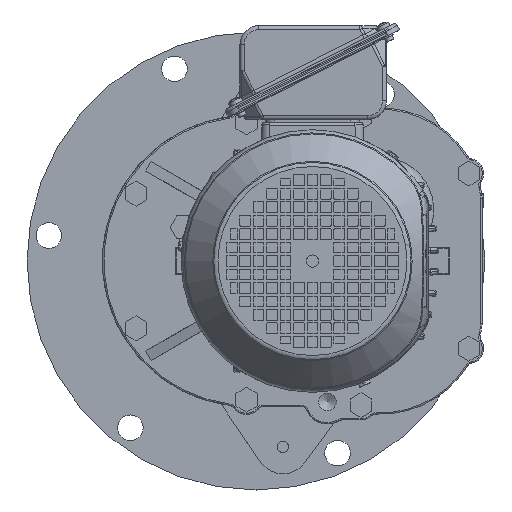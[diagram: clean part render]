
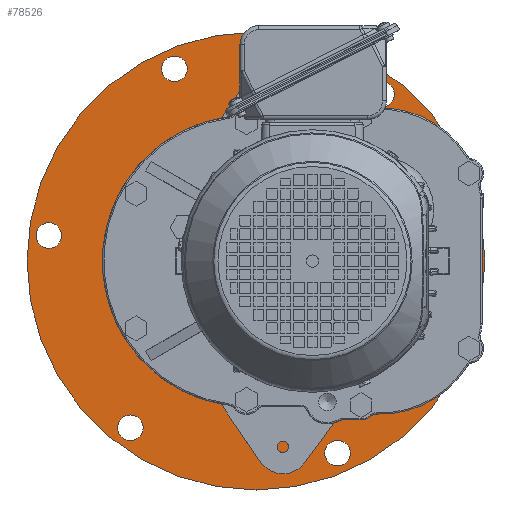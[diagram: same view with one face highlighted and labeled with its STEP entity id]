
A CAD part, left-side view. The second image highlights one B-rep face of the part: STEP entity #78526.
In plain terms, the highlighted planar face has unit normal (-1, 0, 0).
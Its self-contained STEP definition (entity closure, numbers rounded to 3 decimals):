
#1053 = CARTESIAN_POINT ( 'NONE',  ( 6.827, 44.95, 0. ) ) ;
#1271 = LINE ( 'NONE', #20552, #64979 ) ;
#1989 = FACE_BOUND ( 'NONE', #32324, .T. ) ;
#4384 = CARTESIAN_POINT ( 'NONE',  ( 6.827, -56.559, 119.039 ) ) ;
#7248 = CARTESIAN_POINT ( 'NONE',  ( 6.827, 146.459, -119.039 ) ) ;
#9217 = AXIS2_PLACEMENT_3D ( 'NONE', #68175, #67023, #103873 ) ;
#9582 = CARTESIAN_POINT ( 'NONE',  ( 6.827, 44.95, 0. ) ) ;
#9732 = CIRCLE ( 'NONE', #93925, 9.5 ) ;
#11219 = ORIENTED_EDGE ( 'NONE', *, *, #33429, .F. ) ;
#11365 = CARTESIAN_POINT ( 'NONE',  ( 6.827, 44.95, 0. ) ) ;
#12784 = DIRECTION ( 'NONE',  ( 0., 0.866, -0.5 ) ) ;
#14417 = ORIENTED_EDGE ( 'NONE', *, *, #112171, .F. ) ;
#14884 = DIRECTION ( 'NONE',  ( 0., -0.866, -0.5 ) ) ;
#15382 = EDGE_LOOP ( 'NONE', ( #11219, #85936, #43591, #48183, #21937, #45645 ) ) ;
#17311 = VERTEX_POINT ( 'NONE', #4384 ) ;
#17315 = EDGE_LOOP ( 'NONE', ( #47235 ) ) ;
#17570 = AXIS2_PLACEMENT_3D ( 'NONE', #82948, #68662, #103785 ) ;
#18073 = VERTEX_POINT ( 'NONE', #88087 ) ;
#18705 = VECTOR ( 'NONE', #21927, 1000. ) ;
#18726 = VERTEX_POINT ( 'NONE', #66056 ) ;
#20191 = AXIS2_PLACEMENT_3D ( 'NONE', #32444, #103288, #41796 ) ;
#20552 = CARTESIAN_POINT ( 'NONE',  ( 6.827, 44.95, -101.823 ) ) ;
#21927 = DIRECTION ( 'NONE',  ( 0., -1., 0. ) ) ;
#21937 = ORIENTED_EDGE ( 'NONE', *, *, #59172, .T. ) ;
#22171 = EDGE_CURVE ( 'NONE', #88166, #88166, #75918, .T. ) ;
#25188 = CARTESIAN_POINT ( 'NONE',  ( 6.827, 50.95, 0. ) ) ;
#25355 = AXIS2_PLACEMENT_3D ( 'NONE', #25188, #60342, #34548 ) ;
#28887 = EDGE_CURVE ( 'NONE', #72461, #18073, #44148, .T. ) ;
#28931 = VERTEX_POINT ( 'NONE', #49410 ) ;
#29423 = DIRECTION ( 'NONE',  ( 1., 0., 0. ) ) ;
#29436 = CARTESIAN_POINT ( 'NONE',  ( 6.827, 35.426, -101.823 ) ) ;
#29460 = FACE_BOUND ( 'NONE', #82869, .T. ) ;
#30513 = AXIS2_PLACEMENT_3D ( 'NONE', #37888, #111584, #92353 ) ;
#32324 = EDGE_LOOP ( 'NONE', ( #48951 ) ) ;
#32436 = CARTESIAN_POINT ( 'NONE',  ( 6.827, -48.331, 123.789 ) ) ;
#32444 = CARTESIAN_POINT ( 'NONE',  ( 6.827, -108.895, -18.89 ) ) ;
#33429 = EDGE_CURVE ( 'NONE', #53490, #60458, #1271, .T. ) ;
#34548 = DIRECTION ( 'NONE',  ( 0., 0., 1. ) ) ;
#36163 = DIRECTION ( 'NONE',  ( 1., 0., 0. ) ) ;
#37677 = FACE_BOUND ( 'NONE', #43835, .T. ) ;
#37888 = CARTESIAN_POINT ( 'NONE',  ( 6.827, 198.795, 18.89 ) ) ;
#37965 = DIRECTION ( 'NONE',  ( -1., 0., 0. ) ) ;
#38945 = EDGE_LOOP ( 'NONE', ( #66725 ) ) ;
#39202 = DIRECTION ( 'NONE',  ( 0., -0.866, 0.5 ) ) ;
#39488 = CARTESIAN_POINT ( 'NONE',  ( 6.827, -47.269, 103. ) ) ;
#40325 = CIRCLE ( 'NONE', #25355, 103. ) ;
#41231 = CARTESIAN_POINT ( 'NONE',  ( 6.827, -37.242, -101.823 ) ) ;
#41784 = EDGE_CURVE ( 'NONE', #102368, #72461, #92245, .T. ) ;
#41796 = DIRECTION ( 'NONE',  ( 0., 0., 1. ) ) ;
#41867 = CIRCLE ( 'NONE', #17570, 9.5 ) ;
#43591 = ORIENTED_EDGE ( 'NONE', *, *, #41784, .T. ) ;
#43835 = EDGE_LOOP ( 'NONE', ( #64784 ) ) ;
#44148 = CIRCLE ( 'NONE', #62800, 138.507 ) ;
#45645 = ORIENTED_EDGE ( 'NONE', *, *, #73998, .T. ) ;
#45876 = DIRECTION ( 'NONE',  ( 0., 0., 1. ) ) ;
#47034 = FACE_BOUND ( 'NONE', #62391, .T. ) ;
#47235 = ORIENTED_EDGE ( 'NONE', *, *, #22171, .F. ) ;
#48183 = ORIENTED_EDGE ( 'NONE', *, *, #28887, .T. ) ;
#48383 = CIRCLE ( 'NONE', #9217, 9.5 ) ;
#48951 = ORIENTED_EDGE ( 'NONE', *, *, #82230, .F. ) ;
#48973 = LINE ( 'NONE', #83585, #51813 ) ;
#49410 = CARTESIAN_POINT ( 'NONE',  ( 6.827, 97.286, 147.428 ) ) ;
#51813 = VECTOR ( 'NONE', #103402, 1000. ) ;
#52059 = ORIENTED_EDGE ( 'NONE', *, *, #52103, .F. ) ;
#52103 = EDGE_CURVE ( 'NONE', #17311, #17311, #9732, .T. ) ;
#52411 = CARTESIAN_POINT ( 'NONE',  ( 6.827, -7.386, -147.428 ) ) ;
#53490 = VERTEX_POINT ( 'NONE', #29436 ) ;
#56394 = FACE_BOUND ( 'NONE', #15382, .T. ) ;
#58767 = VERTEX_POINT ( 'NONE', #103267 ) ;
#59172 = EDGE_CURVE ( 'NONE', #18073, #18726, #70689, .T. ) ;
#60342 = DIRECTION ( 'NONE',  ( 1., 0., 0. ) ) ;
#60458 = VERTEX_POINT ( 'NONE', #41231 ) ;
#62391 = EDGE_LOOP ( 'NONE', ( #94063 ) ) ;
#62800 = AXIS2_PLACEMENT_3D ( 'NONE', #9582, #29423, #81020 ) ;
#63042 = CIRCLE ( 'NONE', #79852, 9.5 ) ;
#63091 = DIRECTION ( 'NONE',  ( 0., 0., -1. ) ) ;
#64784 = ORIENTED_EDGE ( 'NONE', *, *, #68271, .F. ) ;
#64979 = VECTOR ( 'NONE', #100181, 1000. ) ;
#65193 = PLANE ( 'NONE',  #72888 ) ;
#66056 = CARTESIAN_POINT ( 'NONE',  ( 6.827, -91.944, -17.59 ) ) ;
#66725 = ORIENTED_EDGE ( 'NONE', *, *, #73075, .F. ) ;
#67023 = DIRECTION ( 'NONE',  ( -1., 0., 0. ) ) ;
#68075 = AXIS2_PLACEMENT_3D ( 'NONE', #1053, #36163, #63091 ) ;
#68175 = CARTESIAN_POINT ( 'NONE',  ( 6.827, -108.895, -18.89 ) ) ;
#68271 = EDGE_CURVE ( 'NONE', #93363, #93363, #82862, .T. ) ;
#68396 = AXIS2_PLACEMENT_3D ( 'NONE', #84234, #37965, #12784 ) ;
#68662 = DIRECTION ( 'NONE',  ( -1., 0., 0. ) ) ;
#70689 = CIRCLE ( 'NONE', #20191, 17. ) ;
#72461 = VERTEX_POINT ( 'NONE', #84755 ) ;
#72888 = AXIS2_PLACEMENT_3D ( 'NONE', #11365, #92161, #45876 ) ;
#73075 = EDGE_CURVE ( 'NONE', #28931, #28931, #63042, .T. ) ;
#73998 = EDGE_CURVE ( 'NONE', #18726, #60458, #48973, .T. ) ;
#74934 = CARTESIAN_POINT ( 'NONE',  ( 6.827, 105.513, 142.678 ) ) ;
#75636 = VERTEX_POINT ( 'NONE', #76206 ) ;
#75918 = CIRCLE ( 'NONE', #68396, 9.5 ) ;
#76206 = CARTESIAN_POINT ( 'NONE',  ( 6.827, 44.95, -170. ) ) ;
#77479 = EDGE_CURVE ( 'NONE', #58767, #58767, #48383, .T. ) ;
#77526 = VERTEX_POINT ( 'NONE', #7248 ) ;
#78526 = ADVANCED_FACE ( 'NONE', ( #1989, #108506, #47034, #29460, #100322, #37677, #56394, #109097 ), #65193, .T. ) ;
#79852 = AXIS2_PLACEMENT_3D ( 'NONE', #74934, #84909, #39202 ) ;
#81020 = DIRECTION ( 'NONE',  ( 0., 0., 1. ) ) ;
#82230 = EDGE_CURVE ( 'NONE', #77526, #77526, #41867, .T. ) ;
#82862 = CIRCLE ( 'NONE', #30513, 9.5 ) ;
#82869 = EDGE_LOOP ( 'NONE', ( #52059 ) ) ;
#82870 = CARTESIAN_POINT ( 'NONE',  ( 6.827, 198.795, 28.39 ) ) ;
#82948 = CARTESIAN_POINT ( 'NONE',  ( 6.827, 138.231, -123.789 ) ) ;
#83061 = CIRCLE ( 'NONE', #68075, 170. ) ;
#83585 = CARTESIAN_POINT ( 'NONE',  ( 6.827, -59.372, -67.747 ) ) ;
#84109 = EDGE_LOOP ( 'NONE', ( #14417 ) ) ;
#84234 = CARTESIAN_POINT ( 'NONE',  ( 6.827, -15.613, -142.678 ) ) ;
#84755 = CARTESIAN_POINT ( 'NONE',  ( 6.827, -47.653, 103. ) ) ;
#84909 = DIRECTION ( 'NONE',  ( -1., 0., 0. ) ) ;
#85936 = ORIENTED_EDGE ( 'NONE', *, *, #86058, .T. ) ;
#86058 = EDGE_CURVE ( 'NONE', #53490, #102368, #40325, .T. ) ;
#88087 = CARTESIAN_POINT ( 'NONE',  ( 6.827, -92.945, -13.006 ) ) ;
#88166 = VERTEX_POINT ( 'NONE', #52411 ) ;
#92161 = DIRECTION ( 'NONE',  ( -1., 0., 0. ) ) ;
#92245 = LINE ( 'NONE', #39488, #18705 ) ;
#92353 = DIRECTION ( 'NONE',  ( 0., 0., 1. ) ) ;
#93363 = VERTEX_POINT ( 'NONE', #82870 ) ;
#93925 = AXIS2_PLACEMENT_3D ( 'NONE', #32436, #105569, #14884 ) ;
#94063 = ORIENTED_EDGE ( 'NONE', *, *, #77479, .F. ) ;
#100181 = DIRECTION ( 'NONE',  ( 0., -1., 0. ) ) ;
#100322 = FACE_BOUND ( 'NONE', #38945, .T. ) ;
#102368 = VERTEX_POINT ( 'NONE', #103658 ) ;
#103267 = CARTESIAN_POINT ( 'NONE',  ( 6.827, -108.895, -28.39 ) ) ;
#103288 = DIRECTION ( 'NONE',  ( -1., 0., 0. ) ) ;
#103402 = DIRECTION ( 'NONE',  ( 0., 0.545, -0.839 ) ) ;
#103658 = CARTESIAN_POINT ( 'NONE',  ( 6.827, 50.95, 103. ) ) ;
#103785 = DIRECTION ( 'NONE',  ( 0., 0.866, 0.5 ) ) ;
#103873 = DIRECTION ( 'NONE',  ( 0., 0., -1. ) ) ;
#105569 = DIRECTION ( 'NONE',  ( -1., 0., 0. ) ) ;
#108506 = FACE_BOUND ( 'NONE', #17315, .T. ) ;
#109097 = FACE_OUTER_BOUND ( 'NONE', #84109, .T. ) ;
#111584 = DIRECTION ( 'NONE',  ( -1., 0., 0. ) ) ;
#112171 = EDGE_CURVE ( 'NONE', #75636, #75636, #83061, .T. ) ;
